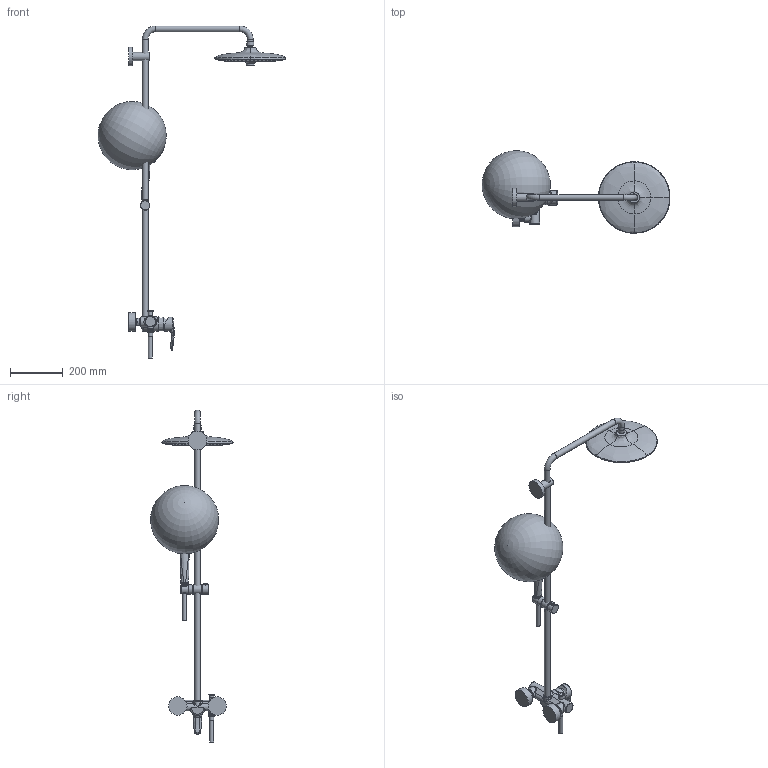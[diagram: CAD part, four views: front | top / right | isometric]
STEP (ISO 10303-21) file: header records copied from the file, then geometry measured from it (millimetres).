
FILE_DESCRIPTION(/* description */ ('Unknown'),/* implementation_level */ '2;1');
FILE_NAME(/* name */ '27473001',/* time_stamp */ '2022-09-07T08:24:56+02:00',/* author */ ('Unknown'),/* organization */ ('GROHE AG'),/* preprocessor_version */ 'ST-DEVELOPER v16.7',/* originating_system */ 'DEX',/* authorisation */ $);
FILE_SCHEMA (('AUTOMOTIVE_DESIGN {1 0 10303 214 3 1 1}'));
Length unit declared in the file: millimetre
Products named in the file (36): 27473001; 27473001_0; 27473001_1; 27473001_2; G0181BC40660ln5y; g01806A88795qqn0; caps; 27473001_3; G0181F9CAB557vxb; 27473001_4; 27473001_5; 27473001_6; 27473001_7; 27473001_8; face1; 071108_Family_HSH_FaceEco_E_Lob; 27473001_9; 27473001_10; 27473001_11; A_4282152_eurostyle_basin mixer_lever head; 27473001_12; 27473001_13; 27473001_14; 27473001_15; 27473001_16; 50.9697.1_Standard; 27473001_17; 27473001_18; 27473001_19; 27473001_20; 27473001_21; 27473001_22; 27473001_23; 27473001_24; 27473001_25
Assembly tree (35 placements, depth 2):
  27473001
    27473001
    27473001_0
    27473001_1
    27473001_2
    G0181BC40660ln5y
    g01806A88795qqn0
    caps
    27473001_3
    G0181F9CAB557vxb
    27473001_4
    27473001_5
    27473001_6
    27473001_7
    27473001_8
    face1
    071108_Family_HSH_FaceEco_E_Lob
    27473001_9
    27473001_10
    27473001_11
    A_4282152_eurostyle_basin mixer_lever head
    27473001_12
    27473001_13
    27473001_14
    27473001_15
    27473001_16
    50.9697.1_Standard
    27473001_17
    27473001_18
    27473001_19
    27473001_20
    27473001_21
    27473001_22
    27473001_23
    27473001_24
    27473001_25
Bounding box: 715.62 x 313.96 x 1263.86 mm (x, y, z)
Volume: 12562199.9 mm3; surface area: 894745.5 mm2
Topology: 35 solids, 40 shells, 1597 faces, 4464 edges, 2889 vertices
Faces by surface type: plane 762, bspline 389, cylinder 333, torus 67, cone 33, sphere 13
Full cylindrical faces by diameter (mm): 4.005 x152, 14 x1, 14.8 x4, 15 x2, 15.196 x1, 15.3 x1, 16 x3, 16.9 x1, 18 x3, 18.196 x1, 18.2 x1, 18.4 x1, 18.5 x7, 19.9 x1, 20.955 x2, 21 x2, 22 x4, 23 x2, 23.5 x1, 24 x2, 27 x1, 30.333 x1, 31.3 x1, 31.8 x1, 32 x1, 33.4 x2, 36 x3, 40 x1, 54 x1, 54.466 x1
Entity records: 86033 total; most frequent: CARTESIAN_POINT 43701, ORIENTED_EDGE 8024, DIRECTION 4483, EDGE_CURVE 4012, VERTEX_POINT 2823, B_SPLINE_CURVE_WITH_KNOTS 2631, FACE_BOUND 2283, EDGE_LOOP 2281
